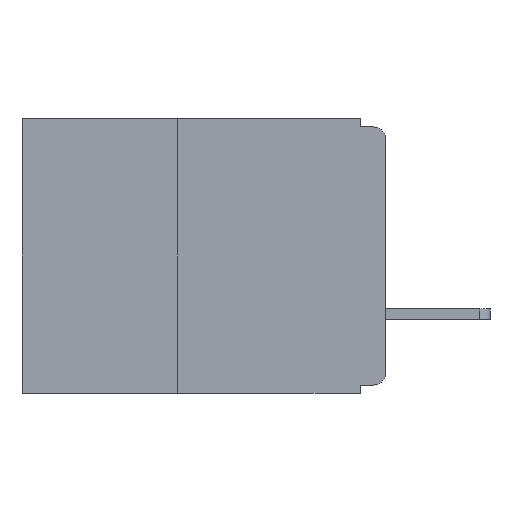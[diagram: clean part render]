
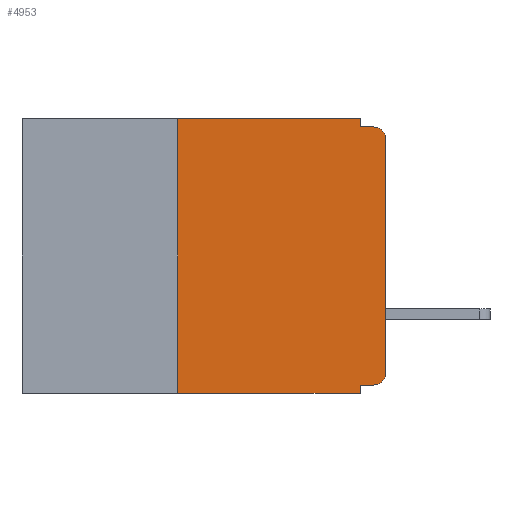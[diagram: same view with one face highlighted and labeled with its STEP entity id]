
A CAD part, left-side view. The second image highlights one B-rep face of the part: STEP entity #4953.
In plain terms, the highlighted planar face has unit normal (-1, 0, 0).
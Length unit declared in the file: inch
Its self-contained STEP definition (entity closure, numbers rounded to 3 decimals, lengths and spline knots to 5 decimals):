
#416 = VERTEX_POINT ( 'NONE', #6337 ) ;
#684 = CARTESIAN_POINT ( 'NONE',  ( 0., 0., -0.32 ) ) ;
#754 = DIRECTION ( 'NONE',  ( 0., 1., 0. ) ) ;
#985 = EDGE_CURVE ( 'NONE', #8243, #5640, #6252, .T. ) ;
#1046 = FACE_OUTER_BOUND ( 'NONE', #4345, .T. ) ;
#1208 = EDGE_CURVE ( 'NONE', #14703, #9496, #1540, .T. ) ;
#1298 = VECTOR ( 'NONE', #1940, 39.37008 ) ;
#1540 = LINE ( 'NONE', #11278, #14273 ) ;
#1580 = CARTESIAN_POINT ( 'NONE',  ( 0., 0.015, -0.025 ) ) ;
#1606 = ORIENTED_EDGE ( 'NONE', *, *, #11646, .F. ) ;
#1621 = EDGE_CURVE ( 'NONE', #416, #18486, #10880, .T. ) ;
#1647 = CARTESIAN_POINT ( 'NONE',  ( 0., 0.031, -0.01 ) ) ;
#1940 = DIRECTION ( 'NONE',  ( 0., 0., -1. ) ) ;
#2112 = VECTOR ( 'NONE', #6980, 39.37008 ) ;
#2316 = CARTESIAN_POINT ( 'NONE',  ( 0., 0., -0.01 ) ) ;
#2576 = VECTOR ( 'NONE', #754, 39.37008 ) ;
#2660 = ORIENTED_EDGE ( 'NONE', *, *, #16551, .F. ) ;
#2904 = ORIENTED_EDGE ( 'NONE', *, *, #1208, .T. ) ;
#2940 = EDGE_CURVE ( 'NONE', #18486, #16432, #15165, .T. ) ;
#3173 = CARTESIAN_POINT ( 'NONE',  ( 0., 0.031, -0.33 ) ) ;
#3251 = DIRECTION ( 'NONE',  ( 0., 0., -1. ) ) ;
#3310 = LINE ( 'NONE', #7563, #15995 ) ;
#4167 = CARTESIAN_POINT ( 'NONE',  ( 0., 0.015, -0.305 ) ) ;
#4345 = EDGE_LOOP ( 'NONE', ( #2904, #18616, #1606, #6032, #2660, #20609, #13035, #14079, #18364, #10716 ) ) ;
#4678 = AXIS2_PLACEMENT_3D ( 'NONE', #1580, #13187, #3251 ) ;
#4953 = ADVANCED_FACE ( 'NONE', ( #1046 ), #9286, .F. ) ;
#5555 = LINE ( 'NONE', #11193, #9991 ) ;
#5640 = VERTEX_POINT ( 'NONE', #1647 ) ;
#5839 = DIRECTION ( 'NONE',  ( 0., 0., -1. ) ) ;
#6032 = ORIENTED_EDGE ( 'NONE', *, *, #985, .F. ) ;
#6252 = LINE ( 'NONE', #14253, #1298 ) ;
#6337 = CARTESIAN_POINT ( 'NONE',  ( 0., 0.015, -0.32 ) ) ;
#6444 = DIRECTION ( 'NONE',  ( 0., 0., -1. ) ) ;
#6513 = AXIS2_PLACEMENT_3D ( 'NONE', #9196, #9146, #9144 ) ;
#6980 = DIRECTION ( 'NONE',  ( 0., -1., 0. ) ) ;
#7563 = CARTESIAN_POINT ( 'NONE',  ( 0., 0.25, -0.33 ) ) ;
#8239 = CARTESIAN_POINT ( 'NONE',  ( 0., 0.031, -0.33 ) ) ;
#8243 = VERTEX_POINT ( 'NONE', #20153 ) ;
#8626 = CARTESIAN_POINT ( 'NONE',  ( 0., 0., -0.305 ) ) ;
#8745 = EDGE_CURVE ( 'NONE', #416, #14703, #15742, .T. ) ;
#9144 = DIRECTION ( 'NONE',  ( 0., 0., -1. ) ) ;
#9146 = DIRECTION ( 'NONE',  ( 1., 0., 0. ) ) ;
#9196 = CARTESIAN_POINT ( 'NONE',  ( 0., 0.437, 0. ) ) ;
#9286 = PLANE ( 'NONE',  #6513 ) ;
#9496 = VERTEX_POINT ( 'NONE', #19290 ) ;
#9991 = VECTOR ( 'NONE', #20904, 39.37008 ) ;
#10241 = LINE ( 'NONE', #2316, #11261 ) ;
#10264 = VECTOR ( 'NONE', #6444, 39.37008 ) ;
#10342 = AXIS2_PLACEMENT_3D ( 'NONE', #4167, #15741, #5839 ) ;
#10547 = VERTEX_POINT ( 'NONE', #12358 ) ;
#10716 = ORIENTED_EDGE ( 'NONE', *, *, #8745, .T. ) ;
#10737 = EDGE_CURVE ( 'NONE', #18657, #16432, #5555, .T. ) ;
#10880 = LINE ( 'NONE', #684, #2576 ) ;
#11139 = DIRECTION ( 'NONE',  ( 0., 0., 1. ) ) ;
#11185 = CARTESIAN_POINT ( 'NONE',  ( 0., 0.031, -0.32 ) ) ;
#11193 = CARTESIAN_POINT ( 'NONE',  ( 0., 0.437, -0.33 ) ) ;
#11261 = VECTOR ( 'NONE', #15489, 39.37008 ) ;
#11278 = CARTESIAN_POINT ( 'NONE',  ( 0., 0., 0. ) ) ;
#11646 = EDGE_CURVE ( 'NONE', #5640, #10547, #10241, .T. ) ;
#12358 = CARTESIAN_POINT ( 'NONE',  ( 0., 0.015, -0.01 ) ) ;
#13035 = ORIENTED_EDGE ( 'NONE', *, *, #10737, .T. ) ;
#13187 = DIRECTION ( 'NONE',  ( -1., 0., 0. ) ) ;
#14079 = ORIENTED_EDGE ( 'NONE', *, *, #2940, .F. ) ;
#14253 = CARTESIAN_POINT ( 'NONE',  ( 0., 0.031, 0. ) ) ;
#14273 = VECTOR ( 'NONE', #11139, 39.37008 ) ;
#14703 = VERTEX_POINT ( 'NONE', #8626 ) ;
#14824 = LINE ( 'NONE', #16823, #2112 ) ;
#15165 = LINE ( 'NONE', #8239, #10264 ) ;
#15489 = DIRECTION ( 'NONE',  ( 0., -1., 0. ) ) ;
#15741 = DIRECTION ( 'NONE',  ( -1., 0., 0. ) ) ;
#15742 = CIRCLE ( 'NONE', #10342, 0.015 ) ;
#15797 = DIRECTION ( 'NONE',  ( 0., 0., 1. ) ) ;
#15995 = VECTOR ( 'NONE', #15797, 39.37008 ) ;
#16128 = CARTESIAN_POINT ( 'NONE',  ( 0., 0.25, 0. ) ) ;
#16329 = VERTEX_POINT ( 'NONE', #16128 ) ;
#16432 = VERTEX_POINT ( 'NONE', #3173 ) ;
#16438 = EDGE_CURVE ( 'NONE', #9496, #10547, #21086, .T. ) ;
#16551 = EDGE_CURVE ( 'NONE', #16329, #8243, #14824, .T. ) ;
#16823 = CARTESIAN_POINT ( 'NONE',  ( 0., 0.437, 0. ) ) ;
#18364 = ORIENTED_EDGE ( 'NONE', *, *, #1621, .F. ) ;
#18382 = EDGE_CURVE ( 'NONE', #18657, #16329, #3310, .T. ) ;
#18486 = VERTEX_POINT ( 'NONE', #11185 ) ;
#18616 = ORIENTED_EDGE ( 'NONE', *, *, #16438, .T. ) ;
#18657 = VERTEX_POINT ( 'NONE', #19836 ) ;
#19290 = CARTESIAN_POINT ( 'NONE',  ( 0., 0., -0.025 ) ) ;
#19836 = CARTESIAN_POINT ( 'NONE',  ( 0., 0.25, -0.33 ) ) ;
#20153 = CARTESIAN_POINT ( 'NONE',  ( 0., 0.031, 0. ) ) ;
#20609 = ORIENTED_EDGE ( 'NONE', *, *, #18382, .F. ) ;
#20904 = DIRECTION ( 'NONE',  ( 0., -1., 0. ) ) ;
#21086 = CIRCLE ( 'NONE', #4678, 0.015 ) ;
